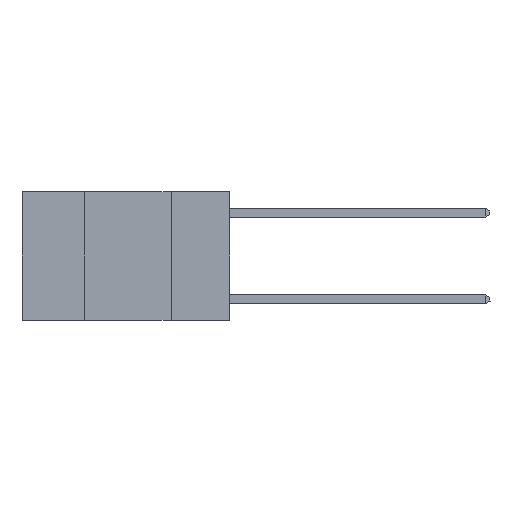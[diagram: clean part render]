
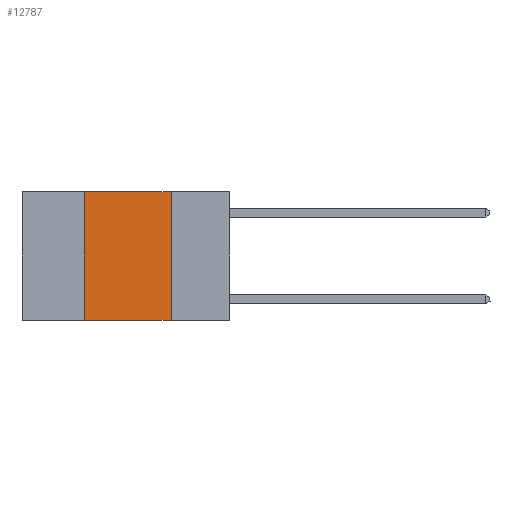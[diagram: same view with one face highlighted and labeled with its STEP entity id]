
A CAD part, left-side view. The second image highlights one B-rep face of the part: STEP entity #12787.
In plain terms, the highlighted planar face has unit normal (-1, 0, 0).
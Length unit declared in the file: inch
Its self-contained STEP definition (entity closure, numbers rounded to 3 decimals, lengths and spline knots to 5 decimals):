
#619 = EDGE_CURVE ( 'NONE', #13600, #3058, #14948, .T. ) ;
#995 = DIRECTION ( 'NONE',  ( 0., -1., 0. ) ) ;
#1618 = DIRECTION ( 'NONE',  ( 0., 0., 1. ) ) ;
#1975 = CARTESIAN_POINT ( 'NONE',  ( 0., 0.17, 0. ) ) ;
#2233 = LINE ( 'NONE', #6970, #5014 ) ;
#3058 = VERTEX_POINT ( 'NONE', #3858 ) ;
#3476 = EDGE_CURVE ( 'NONE', #9322, #13600, #2233, .T. ) ;
#3858 = CARTESIAN_POINT ( 'NONE',  ( 0., 0.17, -0.37 ) ) ;
#3878 = VECTOR ( 'NONE', #1618, 39.37008 ) ;
#3888 = DIRECTION ( 'NONE',  ( 1., 0., 0. ) ) ;
#4162 = LINE ( 'NONE', #4829, #6218 ) ;
#4473 = EDGE_CURVE ( 'NONE', #8198, #9322, #13258, .T. ) ;
#4829 = CARTESIAN_POINT ( 'NONE',  ( 0., 0.6, -0.37 ) ) ;
#5014 = VECTOR ( 'NONE', #995, 39.37008 ) ;
#5884 = EDGE_LOOP ( 'NONE', ( #9794, #8124, #14319, #8498 ) ) ;
#6218 = VECTOR ( 'NONE', #14251, 39.37008 ) ;
#6377 = CARTESIAN_POINT ( 'NONE',  ( 0., 0.42, 0. ) ) ;
#6970 = CARTESIAN_POINT ( 'NONE',  ( 0., 0.6, 0. ) ) ;
#7119 = CARTESIAN_POINT ( 'NONE',  ( 0., 0.42, 0. ) ) ;
#7744 = CARTESIAN_POINT ( 'NONE',  ( 0., 0.17, 0. ) ) ;
#8124 = ORIENTED_EDGE ( 'NONE', *, *, #3476, .F. ) ;
#8198 = VERTEX_POINT ( 'NONE', #12210 ) ;
#8419 = AXIS2_PLACEMENT_3D ( 'NONE', #10958, #3888, #12137 ) ;
#8498 = ORIENTED_EDGE ( 'NONE', *, *, #11304, .T. ) ;
#9322 = VERTEX_POINT ( 'NONE', #7119 ) ;
#9790 = PLANE ( 'NONE',  #8419 ) ;
#9794 = ORIENTED_EDGE ( 'NONE', *, *, #619, .F. ) ;
#10958 = CARTESIAN_POINT ( 'NONE',  ( 0., 0.6, 0. ) ) ;
#11304 = EDGE_CURVE ( 'NONE', #8198, #3058, #4162, .T. ) ;
#12137 = DIRECTION ( 'NONE',  ( 0., 0., -1. ) ) ;
#12210 = CARTESIAN_POINT ( 'NONE',  ( 0., 0.42, -0.37 ) ) ;
#12599 = DIRECTION ( 'NONE',  ( 0., 0., -1. ) ) ;
#12787 = ADVANCED_FACE ( 'NONE', ( #13647 ), #9790, .F. ) ;
#13258 = LINE ( 'NONE', #6377, #3878 ) ;
#13600 = VERTEX_POINT ( 'NONE', #7744 ) ;
#13647 = FACE_OUTER_BOUND ( 'NONE', #5884, .T. ) ;
#14251 = DIRECTION ( 'NONE',  ( 0., -1., 0. ) ) ;
#14319 = ORIENTED_EDGE ( 'NONE', *, *, #4473, .F. ) ;
#14571 = VECTOR ( 'NONE', #12599, 39.37008 ) ;
#14948 = LINE ( 'NONE', #1975, #14571 ) ;
